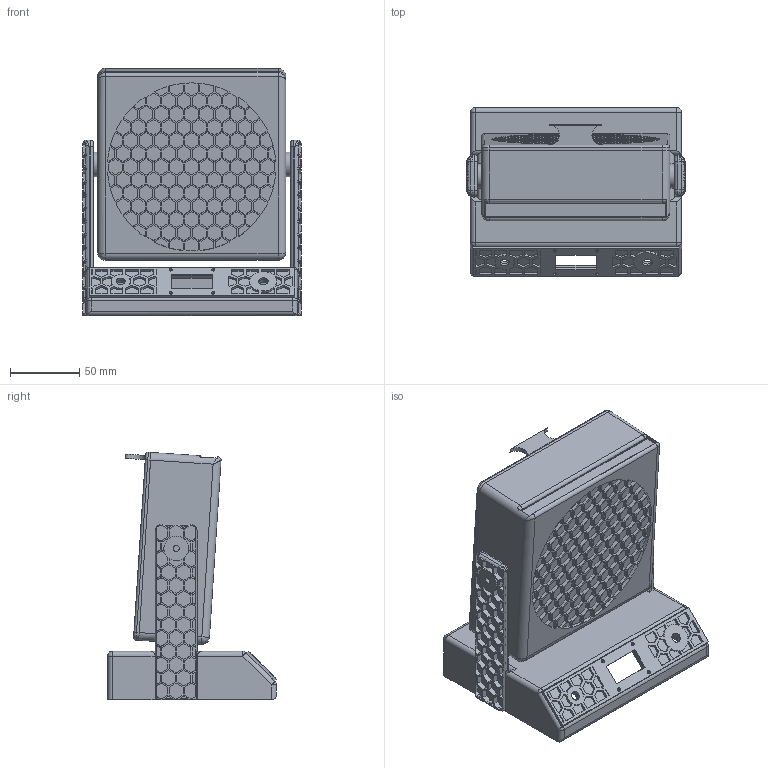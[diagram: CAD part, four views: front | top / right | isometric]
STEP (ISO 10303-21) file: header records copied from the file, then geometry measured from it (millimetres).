
FILE_DESCRIPTION(/* description */ ('STEP AP242 Edition 2','CAx-IF Rec.Pracs.---Representation and Presentation of Product Manufacturing Information (PMI)---4.0---2014-10-13','CAx-IF Rec.Pracs.---3D Tessellated Geometry---0.4---2014-09-14','2;1','CAx-IF Rec.Pracs.---User Defined Attributes---1.5---2016-08-15'),/* implementation_level */ '2;1');
FILE_NAME(/* name */ '6930d3933d70a686c43a52fb',/* time_stamp */ '2025-12-04T00:19:33Z',/* author */ (''),/* organization */ (''),/* preprocessor_version */ 'ST-DEVELOPER v20',/* originating_system */ 'ONSHAPE BY PTC INC, 1.207',/* authorisation */ ' ');
FILE_SCHEMA (('AP242_MANAGED_MODEL_BASED_3D_ENGINEERING_MIM_LF { 1 0 10303 442 3 1 4 }'));
Products named in the file (9): Assembly 1; 120mm Fan; HEX; Right Beam; BACK LID; BOX; Filter Model; BASE; Left Beam
Assembly tree (8 placements, depth 2):
  Assembly 1
    120mm Fan
    HEX
    Right Beam
    BACK LID
    BOX
    Filter Model
    BASE
    Left Beam
Bounding box: 157.48 x 121.92 x 178.63 mm (x, y, z)
Volume: 517919 mm3; surface area: 299603.2 mm2
Topology: 8 solids, 8 shells, 2575 faces, 7504 edges, 4961 vertices
Faces by surface type: plane 2362, cylinder 189, torus 10, sphere 8, bspline 6
Full cylindrical faces by diameter (mm): 2.5 x8, 3.9 x4, 4.2 x8, 4.4 x2, 6.4 x2, 7 x2, 9.9 x2, 17.78 x4, 30 x1, 115 x1
Entity records: 85042 total; most frequent: CARTESIAN_POINT 15188, ORIENTED_EDGE 14898, DIRECTION 13224, EDGE_CURVE 7449, LINE 6790, VECTOR 6790, VERTEX_POINT 4954, EDGE_LOOP 3251
